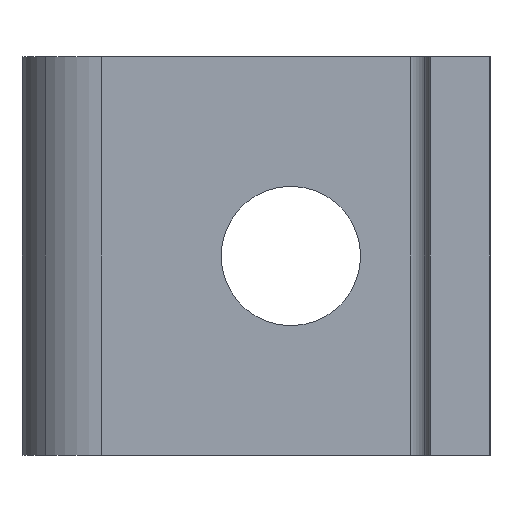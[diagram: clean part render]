
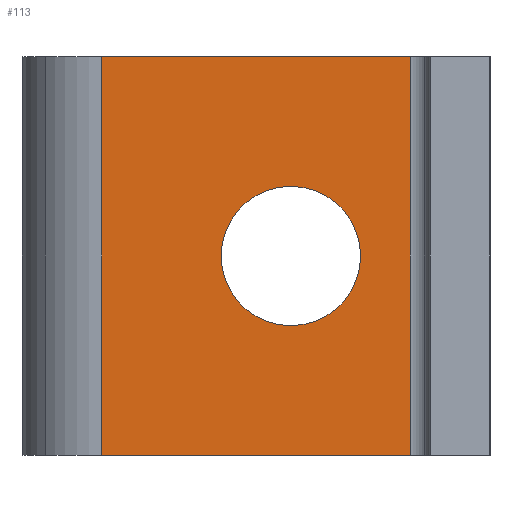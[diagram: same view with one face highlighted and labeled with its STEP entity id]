
A CAD part, left-side view. The second image highlights one B-rep face of the part: STEP entity #113.
In plain terms, the highlighted planar face has unit normal (-1, 0, 0).
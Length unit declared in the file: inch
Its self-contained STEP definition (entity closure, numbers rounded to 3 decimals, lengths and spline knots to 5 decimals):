
#113=ADVANCED_FACE('',(#244,#245),#246,.T.);
#244=FACE_OUTER_BOUND('',#390,.T.);
#245=FACE_BOUND('',#391,.T.);
#246=PLANE('',#392);
#390=EDGE_LOOP('',(#675,#676,#677,#678));
#391=EDGE_LOOP('',(#679,#680));
#392=AXIS2_PLACEMENT_3D('',#681,#682,#683);
#675=ORIENTED_EDGE('',*,*,#980,.F.);
#676=ORIENTED_EDGE('',*,*,#981,.T.);
#677=ORIENTED_EDGE('',*,*,#977,.F.);
#678=ORIENTED_EDGE('',*,*,#886,.F.);
#679=ORIENTED_EDGE('',*,*,#982,.T.);
#680=ORIENTED_EDGE('',*,*,#922,.T.);
#681=CARTESIAN_POINT('',(-2.71654,-1.61417,-0.7874));
#682=DIRECTION('',(-1.0,0.,0.));
#683=DIRECTION('',(0.,0.,1.0));
#886=EDGE_CURVE('',#1065,#1067,#1068,.T.);
#922=EDGE_CURVE('',#1126,#1128,#1130,.T.);
#977=EDGE_CURVE('',#1067,#1211,#1212,.T.);
#980=EDGE_CURVE('',#1215,#1065,#1216,.T.);
#981=EDGE_CURVE('',#1215,#1211,#1217,.T.);
#982=EDGE_CURVE('',#1128,#1126,#1218,.T.);
#1065=VERTEX_POINT('',#1318);
#1067=VERTEX_POINT('',#1320);
#1068=LINE('',#1321,#1322);
#1126=VERTEX_POINT('',#1394);
#1128=VERTEX_POINT('',#1397);
#1130=CIRCLE('',#1400,0.27559);
#1211=VERTEX_POINT('',#1504);
#1212=LINE('',#1505,#1506);
#1215=VERTEX_POINT('',#1509);
#1216=LINE('',#1510,#1511);
#1217=LINE('',#1512,#1513);
#1218=CIRCLE('',#1514,0.27559);
#1318=CARTESIAN_POINT('',(-2.71654,-1.29921,-0.7874));
#1320=CARTESIAN_POINT('',(-2.71654,-0.07874,-0.7874));
#1321=CARTESIAN_POINT('',(-2.71654,-1.61417,-0.7874));
#1322=VECTOR('',#1613,0.3937);
#1394=CARTESIAN_POINT('',(-2.71654,-0.82677,-0.27559));
#1397=CARTESIAN_POINT('',(-2.71654,-0.82677,0.27559));
#1400=AXIS2_PLACEMENT_3D('',#1675,#1676,#1677);
#1504=CARTESIAN_POINT('',(-2.71654,-0.07874,0.7874));
#1505=CARTESIAN_POINT('',(-2.71654,-0.07874,-0.7874));
#1506=VECTOR('',#1749,0.3937);
#1509=CARTESIAN_POINT('',(-2.71654,-1.29921,0.7874));
#1510=CARTESIAN_POINT('',(-2.71654,-1.29921,-0.7874));
#1511=VECTOR('',#1753,0.3937);
#1512=CARTESIAN_POINT('',(-2.71654,-1.61417,0.7874));
#1513=VECTOR('',#1754,0.3937);
#1514=AXIS2_PLACEMENT_3D('',#1755,#1756,#1757);
#1613=DIRECTION('',(0.,1.0,0.));
#1675=CARTESIAN_POINT('',(-2.71654,-0.82677,0.0));
#1676=DIRECTION('',(1.0,0.,0.));
#1677=DIRECTION('',(0.,0.,-1.0));
#1749=DIRECTION('',(0.,0.,1.0));
#1753=DIRECTION('',(0.,0.,-1.0));
#1754=DIRECTION('',(0.,1.0,0.));
#1755=CARTESIAN_POINT('',(-2.71654,-0.82677,0.0));
#1756=DIRECTION('',(1.0,0.,0.));
#1757=DIRECTION('',(0.,0.,-1.0));
